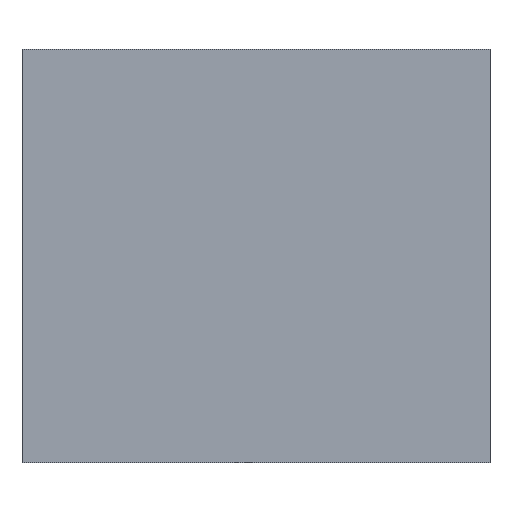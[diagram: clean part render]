
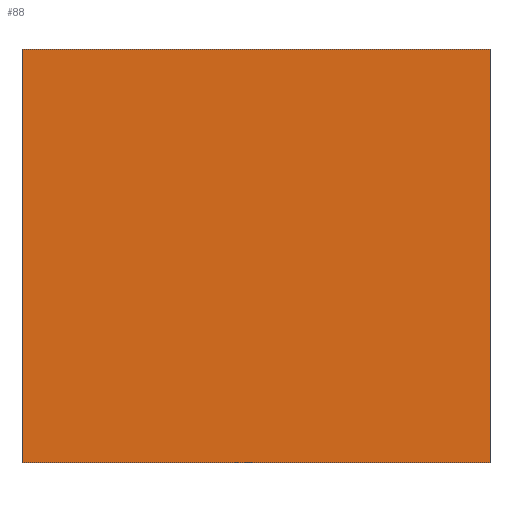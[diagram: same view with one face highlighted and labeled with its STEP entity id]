
A CAD part, front view. The second image highlights one B-rep face of the part: STEP entity #88.
In plain terms, the highlighted planar face has unit normal (0, -1, 0).
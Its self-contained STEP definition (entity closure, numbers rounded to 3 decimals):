
#12 = EDGE_CURVE ( 'NONE', #210, #27, #103, .T. ) ;
#19 = CARTESIAN_POINT ( 'NONE',  ( 65.587, -43.699, 0. ) ) ;
#21 = EDGE_CURVE ( 'NONE', #115, #210, #118, .T. ) ;
#27 = VERTEX_POINT ( 'NONE', #19 ) ;
#33 = CARTESIAN_POINT ( 'NONE',  ( -47.485, -43.699, 100. ) ) ;
#35 = DIRECTION ( 'NONE',  ( 0., 0., -1. ) ) ;
#40 = DIRECTION ( 'NONE',  ( 0., 1., 0. ) ) ;
#45 = FACE_OUTER_BOUND ( 'NONE', #131, .T. ) ;
#51 = DIRECTION ( 'NONE',  ( 1., 0., 0. ) ) ;
#56 = EDGE_CURVE ( 'NONE', #166, #27, #141, .T. ) ;
#66 = ORIENTED_EDGE ( 'NONE', *, *, #21, .F. ) ;
#75 = VECTOR ( 'NONE', #51, 1000. ) ;
#76 = CARTESIAN_POINT ( 'NONE',  ( 65.587, -43.699, 100. ) ) ;
#80 = PLANE ( 'NONE',  #89 ) ;
#88 = ADVANCED_FACE ( 'NONE', ( #45 ), #80, .F. ) ;
#89 = AXIS2_PLACEMENT_3D ( 'NONE', #186, #40, #167 ) ;
#91 = CARTESIAN_POINT ( 'NONE',  ( -47.485, -43.699, 0. ) ) ;
#103 = LINE ( 'NONE', #185, #146 ) ;
#111 = DIRECTION ( 'NONE',  ( 1., 0., 0. ) ) ;
#115 = VERTEX_POINT ( 'NONE', #159 ) ;
#118 = LINE ( 'NONE', #219, #75 ) ;
#131 = EDGE_LOOP ( 'NONE', ( #225, #137, #66, #175 ) ) ;
#137 = ORIENTED_EDGE ( 'NONE', *, *, #12, .F. ) ;
#141 = LINE ( 'NONE', #91, #190 ) ;
#146 = VECTOR ( 'NONE', #149, 1000. ) ;
#149 = DIRECTION ( 'NONE',  ( 0., 0., -1. ) ) ;
#159 = CARTESIAN_POINT ( 'NONE',  ( -47.485, -43.699, 100. ) ) ;
#162 = VECTOR ( 'NONE', #35, 1000. ) ;
#165 = EDGE_CURVE ( 'NONE', #115, #166, #178, .T. ) ;
#166 = VERTEX_POINT ( 'NONE', #180 ) ;
#167 = DIRECTION ( 'NONE',  ( 0., 0., 1. ) ) ;
#175 = ORIENTED_EDGE ( 'NONE', *, *, #165, .T. ) ;
#178 = LINE ( 'NONE', #33, #162 ) ;
#180 = CARTESIAN_POINT ( 'NONE',  ( -47.485, -43.699, 0. ) ) ;
#185 = CARTESIAN_POINT ( 'NONE',  ( 65.587, -43.699, 100. ) ) ;
#186 = CARTESIAN_POINT ( 'NONE',  ( -47.485, -43.699, 100. ) ) ;
#190 = VECTOR ( 'NONE', #111, 1000. ) ;
#210 = VERTEX_POINT ( 'NONE', #76 ) ;
#219 = CARTESIAN_POINT ( 'NONE',  ( -47.485, -43.699, 100. ) ) ;
#225 = ORIENTED_EDGE ( 'NONE', *, *, #56, .T. ) ;
